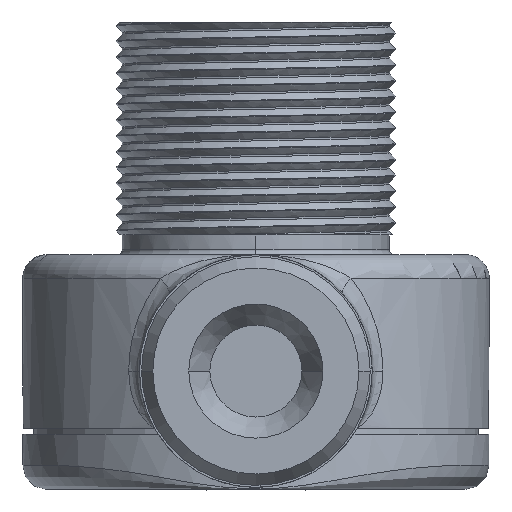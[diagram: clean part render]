
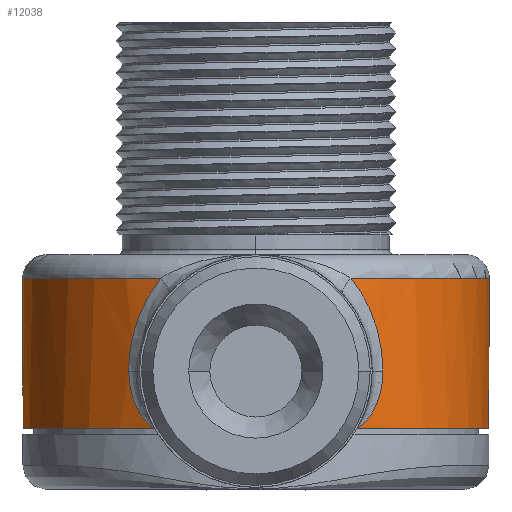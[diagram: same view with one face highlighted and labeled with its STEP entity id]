
A CAD part, front view. The second image highlights one B-rep face of the part: STEP entity #12038.
In plain terms, the highlighted cylindrical face has radius 15.037 mm (diameter 30.074 mm), a partial arc.
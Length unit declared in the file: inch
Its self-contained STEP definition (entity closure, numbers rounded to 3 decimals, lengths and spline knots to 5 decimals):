
#1159=CARTESIAN_POINT('',(0.,0.925,-0.145));
#1160=DIRECTION('',(0.,0.,-1.));
#1161=DIRECTION('',(-0.434,-0.901,0.));
#1162=AXIS2_PLACEMENT_3D('',#1159,#1160,#1161);
#1183=CARTESIAN_POINT('',(0.2569,0.39165,-0.145));
#1184=CARTESIAN_POINT('',(0.25754,0.39195,
-0.14464));
#1185=CARTESIAN_POINT('',(0.25883,0.39258,
-0.14387));
#1186=CARTESIAN_POINT('',(0.26088,0.39358,
-0.14258));
#1187=CARTESIAN_POINT('',(0.26299,0.39462,
-0.14118));
#1188=CARTESIAN_POINT('',(0.26513,0.39569,
-0.13966));
#1189=CARTESIAN_POINT('',(0.26727,0.39676,
-0.13806));
#1190=CARTESIAN_POINT('',(0.26947,0.39788,
-0.13632));
#1191=CARTESIAN_POINT('',(0.27183,0.39909,
-0.13433));
#1192=CARTESIAN_POINT('',(0.27443,0.40045,
-0.13199));
#1193=CARTESIAN_POINT('',(0.2773,0.40196,
-0.12923));
#1194=CARTESIAN_POINT('',(0.28038,0.4036,
-0.12603));
#1195=CARTESIAN_POINT('',(0.28363,0.40536,
-0.12236));
#1196=CARTESIAN_POINT('',(0.28701,0.40722,
-0.1182));
#1197=CARTESIAN_POINT('',(0.29045,0.40914,
-0.11356));
#1198=CARTESIAN_POINT('',(0.29396,0.41113,
-0.10834));
#1199=CARTESIAN_POINT('',(0.2976,0.41323,
-0.10234));
#1200=CARTESIAN_POINT('',(0.30137,0.41545,
-0.09536));
#1201=CARTESIAN_POINT('',(0.30527,0.41777,
-0.08714));
#1202=CARTESIAN_POINT('',(0.30915,0.42012,
-0.0776));
#1203=CARTESIAN_POINT('',(0.31282,0.4224,
-0.06678));
#1204=CARTESIAN_POINT('',(0.31613,0.42447,
-0.05467));
#1205=CARTESIAN_POINT('',(0.31887,0.42621,
-0.04156));
#1206=CARTESIAN_POINT('',(0.32088,0.4275,
-0.02782));
#1207=CARTESIAN_POINT('',(0.32207,0.42828,
-0.01378));
#1208=CARTESIAN_POINT('',(0.32233,0.42845,
-0.00459));
#1209=CARTESIAN_POINT('',(0.32233,0.42845,0.));
#1267=CARTESIAN_POINT('',(-0.32233,0.42845,0.));
#1268=CARTESIAN_POINT('',(-0.32233,0.42845,
-0.0045));
#1269=CARTESIAN_POINT('',(-0.32208,0.42829,
-0.01351));
#1270=CARTESIAN_POINT('',(-0.32093,0.42754,
-0.02728));
#1271=CARTESIAN_POINT('',(-0.319,0.4263,
-0.04077));
#1272=CARTESIAN_POINT('',(-0.31637,0.42462,
-0.05367));
#1273=CARTESIAN_POINT('',(-0.31316,0.42261,
-0.06564));
#1274=CARTESIAN_POINT('',(-0.30959,0.42039,
-0.0764));
#1275=CARTESIAN_POINT('',(-0.3058,0.41809,
-0.08591));
#1276=CARTESIAN_POINT('',(-0.30198,0.4158,
-0.09416));
#1277=CARTESIAN_POINT('',(-0.29826,0.41362,
-0.10118));
#1278=CARTESIAN_POINT('',(-0.29467,0.41154,
-0.10722));
#1279=CARTESIAN_POINT('',(-0.29121,0.40957,
-0.11247));
#1280=CARTESIAN_POINT('',(-0.28781,0.40766,
-0.11716));
#1281=CARTESIAN_POINT('',(-0.28444,0.40581,
-0.1214));
#1282=CARTESIAN_POINT('',(-0.28118,0.40403,
-0.12516));
#1283=CARTESIAN_POINT('',(-0.27807,0.40237,
-0.12845));
#1284=CARTESIAN_POINT('',(-0.27518,0.40084,
-0.1313));
#1285=CARTESIAN_POINT('',(-0.27254,0.39947,
-0.1337));
#1286=CARTESIAN_POINT('',(-0.27019,0.39825,
-0.13572));
#1287=CARTESIAN_POINT('',(-0.26801,0.39714,
-0.13748));
#1288=CARTESIAN_POINT('',(-0.2659,0.39607,
-0.1391));
#1289=CARTESIAN_POINT('',(-0.26371,0.39498,
-0.14067));
#1290=CARTESIAN_POINT('',(-0.26147,0.39387,
-0.1422));
#1291=CARTESIAN_POINT('',(-0.25919,0.39275,
-0.14365));
#1292=CARTESIAN_POINT('',(-0.25767,0.39202,
-0.14456));
#1293=CARTESIAN_POINT('',(-0.2569,0.39165,-0.145));
#1295=CARTESIAN_POINT('',(-0.2416,0.38454,0.235));
#1296=CARTESIAN_POINT('',(-0.24611,0.38656,
0.22937));
#1297=CARTESIAN_POINT('',(-0.25479,0.39057,
0.21783));
#1298=CARTESIAN_POINT('',(-0.2668,0.39648,
0.19962));
#1299=CARTESIAN_POINT('',(-0.27768,0.40212,
0.18073));
#1300=CARTESIAN_POINT('',(-0.28738,0.4074,
0.16128));
#1301=CARTESIAN_POINT('',(-0.29587,0.41221,
0.14142));
#1302=CARTESIAN_POINT('',(-0.30313,0.41648,
0.12131));
#1303=CARTESIAN_POINT('',(-0.3092,0.42015,
0.10105));
#1304=CARTESIAN_POINT('',(-0.31408,0.42317,
0.08073));
#1305=CARTESIAN_POINT('',(-0.31781,0.42554,
0.06041));
#1306=CARTESIAN_POINT('',(-0.32044,0.42722,
0.04015));
#1307=CARTESIAN_POINT('',(-0.32199,0.42822,
0.01999));
#1308=CARTESIAN_POINT('',(-0.32233,0.42845,
0.00665));
#1309=CARTESIAN_POINT('',(-0.32233,0.42845,0.));
#1386=CARTESIAN_POINT('',(0.,0.925,0.235));
#1387=DIRECTION('',(0.,0.,1.));
#1388=DIRECTION('',(1.,0.,0.));
#1389=AXIS2_PLACEMENT_3D('',#1386,#1387,#1388);
#1406=CARTESIAN_POINT('',(0.,0.925,0.235));
#1407=DIRECTION('',(0.,0.,1.));
#1408=DIRECTION('',(0.408,-0.913,0.));
#1409=AXIS2_PLACEMENT_3D('',#1406,#1407,#1408);
#7792=CARTESIAN_POINT('',(0.2416,0.38454,0.235));
#7820=CARTESIAN_POINT('',(0.32233,0.42845,0.));
#7821=CARTESIAN_POINT('',(0.32233,0.42845,
0.00665));
#7822=CARTESIAN_POINT('',(0.32199,0.42822,
0.01999));
#7823=CARTESIAN_POINT('',(0.32044,0.42722,
0.04015));
#7824=CARTESIAN_POINT('',(0.31781,0.42554,
0.06041));
#7825=CARTESIAN_POINT('',(0.31408,0.42317,
0.08073));
#7826=CARTESIAN_POINT('',(0.3092,0.42015,
0.10105));
#7827=CARTESIAN_POINT('',(0.30313,0.41648,
0.12131));
#7828=CARTESIAN_POINT('',(0.29587,0.41221,
0.14142));
#7829=CARTESIAN_POINT('',(0.28738,0.4074,
0.16128));
#7830=CARTESIAN_POINT('',(0.27768,0.40212,
0.18073));
#7831=CARTESIAN_POINT('',(0.2668,0.39648,
0.19962));
#7832=CARTESIAN_POINT('',(0.25479,0.39057,
0.21783));
#7833=CARTESIAN_POINT('',(0.24611,0.38656,
0.22937));
#7834=CARTESIAN_POINT('',(0.2416,0.38454,0.235));
#9546=CARTESIAN_POINT('',(0.592,0.925,0.235));
#9547=VERTEX_POINT('',#9546);
#9548=VERTEX_POINT('',#7792);
#9550=VERTEX_POINT('',#7820);
#9552=VERTEX_POINT('',#1183);
#9553=VERTEX_POINT('',#1267);
#9554=VERTEX_POINT('',#1293);
#9555=VERTEX_POINT('',#1295);
#12018=CARTESIAN_POINT('',(0.,0.925,-0.295));
#12019=DIRECTION('',(0.,0.,1.));
#12020=DIRECTION('',(1.,0.,0.));
#12021=AXIS2_PLACEMENT_3D('',#12018,#12019,#12020);
#12022=CYLINDRICAL_SURFACE('',#12021,0.592);
#12023=ORIENTED_EDGE('',*,*,#12003,.T.);
#12025=ORIENTED_EDGE('',*,*,#12024,.T.);
#12027=ORIENTED_EDGE('',*,*,#12026,.T.);
#12029=ORIENTED_EDGE('',*,*,#12028,.T.);
#12031=ORIENTED_EDGE('',*,*,#12030,.T.);
#12033=ORIENTED_EDGE('',*,*,#12032,.T.);
#12035=ORIENTED_EDGE('',*,*,#12034,.T.);
#12036=EDGE_LOOP('',(#12023,#12025,#12027,#12029,#12031,#12033,#12035));
#12037=FACE_OUTER_BOUND('',#12036,.F.);
#12038=ADVANCED_FACE('',(#12037),#12022,.T.);
#1163=CIRCLE('',#1162,0.592);
#1210=B_SPLINE_CURVE_WITH_KNOTS('',3,(#1183,#1184,#1185,#1186,#1187,#1188,#1189,
#1190,#1191,#1192,#1193,#1194,#1195,#1196,#1197,#1198,#1199,#1200,#1201,#1202,
#1203,#1204,#1205,#1206,#1207,#1208,#1209),.UNSPECIFIED.,.F.,.F.,(4,1,1,1,1,1,1,
1,1,1,1,1,1,1,1,1,1,1,1,1,1,1,1,1,4),(0.,0.04167,0.08333,
0.125,0.16667,0.20833,0.25,0.29167,
0.33333,0.375,0.41667,0.45833,0.5,
0.54167,0.58333,0.625,0.66667,0.70833,
0.75,0.79167,0.83333,0.875,0.91667,
0.95833,1.),.UNSPECIFIED.);
#1294=B_SPLINE_CURVE_WITH_KNOTS('',3,(#1267,#1268,#1269,#1270,#1271,#1272,#1273,
#1274,#1275,#1276,#1277,#1278,#1279,#1280,#1281,#1282,#1283,#1284,#1285,#1286,
#1287,#1288,#1289,#1290,#1291,#1292,#1293),.UNSPECIFIED.,.F.,.F.,(4,1,1,1,1,1,1,
1,1,1,1,1,1,1,1,1,1,1,1,1,1,1,1,1,4),(0.,0.04167,0.08333,
0.125,0.16667,0.20833,0.25,0.29167,
0.33333,0.375,0.41667,0.45833,0.5,
0.54167,0.58333,0.625,0.66667,0.70833,
0.75,0.79167,0.83333,0.875,0.91667,
0.95833,1.),.UNSPECIFIED.);
#1310=B_SPLINE_CURVE_WITH_KNOTS('',3,(#1295,#1296,#1297,#1298,#1299,#1300,#1301,
#1302,#1303,#1304,#1305,#1306,#1307,#1308,#1309),.UNSPECIFIED.,.F.,.F.,(4,1,1,1,
1,1,1,1,1,1,1,1,4),(0.,0.08333,0.16667,0.25,
0.33333,0.41667,0.5,0.58333,0.66667,
0.75,0.83333,0.91667,1.),.UNSPECIFIED.);
#1390=CIRCLE('',#1389,0.592);
#1410=CIRCLE('',#1409,0.592);
#7835=B_SPLINE_CURVE_WITH_KNOTS('',3,(#7820,#7821,#7822,#7823,#7824,#7825,#7826,
#7827,#7828,#7829,#7830,#7831,#7832,#7833,#7834),.UNSPECIFIED.,.F.,.F.,(4,1,1,1,
1,1,1,1,1,1,1,1,4),(0.,0.08333,0.16667,0.25,
0.33333,0.41667,0.5,0.58333,0.66667,
0.75,0.83333,0.91667,1.),.UNSPECIFIED.);
#12003=EDGE_CURVE('',#9554,#9552,#1163,.T.);
#12024=EDGE_CURVE('',#9552,#9550,#1210,.T.);
#12026=EDGE_CURVE('',#9550,#9548,#7835,.T.);
#12028=EDGE_CURVE('',#9548,#9547,#1410,.T.);
#12030=EDGE_CURVE('',#9547,#9555,#1390,.T.);
#12032=EDGE_CURVE('',#9555,#9553,#1310,.T.);
#12034=EDGE_CURVE('',#9553,#9554,#1294,.T.);
